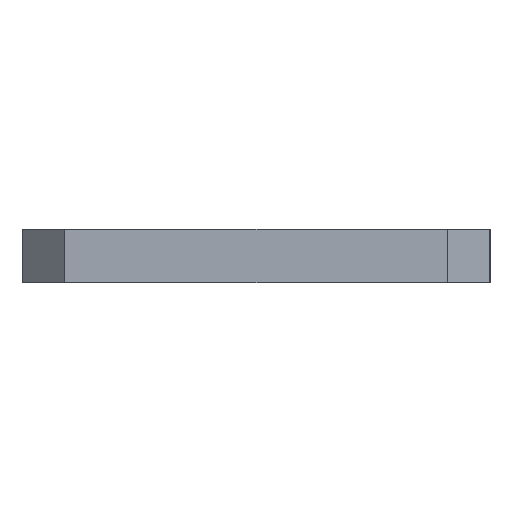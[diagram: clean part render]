
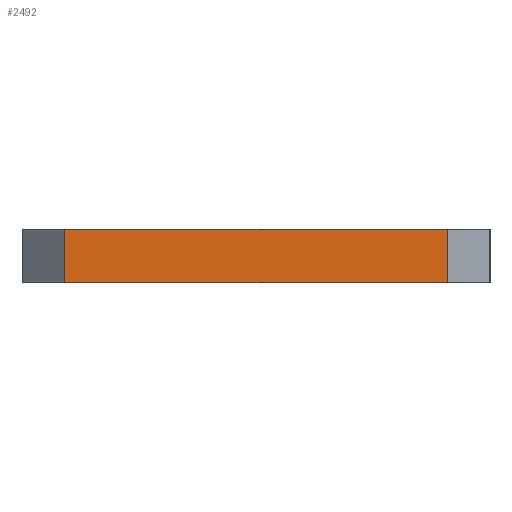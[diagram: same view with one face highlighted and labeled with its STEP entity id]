
A CAD part, left-side view. The second image highlights one B-rep face of the part: STEP entity #2492.
In plain terms, the highlighted planar face has unit normal (-1, 0, 0).
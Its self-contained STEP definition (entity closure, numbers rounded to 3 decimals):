
#83 = PLANE('',#84);
#84 = AXIS2_PLACEMENT_3D('',#85,#86,#87);
#85 = CARTESIAN_POINT('',(0.,0.,1.6));
#86 = DIRECTION('',(0.,0.,-1.));
#87 = DIRECTION('',(-1.,0.,0.));
#137 = PLANE('',#138);
#138 = AXIS2_PLACEMENT_3D('',#139,#140,#141);
#139 = CARTESIAN_POINT('',(0.,0.,
    0.));
#140 = DIRECTION('',(0.,0.,-1.));
#141 = DIRECTION('',(-1.,0.,0.));
#170 = PLANE('',#171);
#171 = AXIS2_PLACEMENT_3D('',#172,#173,#174);
#172 = CARTESIAN_POINT('',(-14.923,5.715,0.));
#173 = DIRECTION('',(-0.707,0.707,0.));
#174 = DIRECTION('',(0.707,0.707,0.));
#358 = VERTEX_POINT('',#359);
#359 = CARTESIAN_POINT('',(-14.923,-5.715,0.));
#373 = PLANE('',#374);
#374 = AXIS2_PLACEMENT_3D('',#375,#376,#377);
#375 = CARTESIAN_POINT('',(-13.653,-6.985,0.));
#376 = DIRECTION('',(-0.707,-0.707,0.));
#377 = DIRECTION('',(-0.707,0.707,0.));
#385 = EDGE_CURVE('',#358,#386,#388,.T.);
#386 = VERTEX_POINT('',#387);
#387 = CARTESIAN_POINT('',(-14.923,5.715,0.));
#388 = SURFACE_CURVE('',#389,(#393,#400),.PCURVE_S1.);
#389 = LINE('',#390,#391);
#390 = CARTESIAN_POINT('',(-14.923,-5.715,0.));
#391 = VECTOR('',#392,1.);
#392 = DIRECTION('',(0.,1.,0.));
#393 = PCURVE('',#137,#394);
#394 = DEFINITIONAL_REPRESENTATION('',(#395),#399);
#395 = LINE('',#396,#397);
#396 = CARTESIAN_POINT('',(14.923,-5.715));
#397 = VECTOR('',#398,1.);
#398 = DIRECTION('',(0.,1.));
#399 = ( GEOMETRIC_REPRESENTATION_CONTEXT(2) 
PARAMETRIC_REPRESENTATION_CONTEXT() REPRESENTATION_CONTEXT('2D SPACE',''
  ) );
#400 = PCURVE('',#401,#406);
#401 = PLANE('',#402);
#402 = AXIS2_PLACEMENT_3D('',#403,#404,#405);
#403 = CARTESIAN_POINT('',(-14.923,-5.715,0.));
#404 = DIRECTION('',(-1.,0.,0.));
#405 = DIRECTION('',(0.,1.,0.));
#406 = DEFINITIONAL_REPRESENTATION('',(#407),#411);
#407 = LINE('',#408,#409);
#408 = CARTESIAN_POINT('',(0.,0.));
#409 = VECTOR('',#410,1.);
#410 = DIRECTION('',(1.,0.));
#411 = ( GEOMETRIC_REPRESENTATION_CONTEXT(2) 
PARAMETRIC_REPRESENTATION_CONTEXT() REPRESENTATION_CONTEXT('2D SPACE',''
  ) );
#1502 = VERTEX_POINT('',#1503);
#1503 = CARTESIAN_POINT('',(-14.923,-5.715,1.6));
#1524 = EDGE_CURVE('',#1502,#1525,#1527,.T.);
#1525 = VERTEX_POINT('',#1526);
#1526 = CARTESIAN_POINT('',(-14.923,5.715,1.6));
#1527 = SURFACE_CURVE('',#1528,(#1532,#1539),.PCURVE_S1.);
#1528 = LINE('',#1529,#1530);
#1529 = CARTESIAN_POINT('',(-14.923,-5.715,1.6));
#1530 = VECTOR('',#1531,1.);
#1531 = DIRECTION('',(0.,1.,0.));
#1532 = PCURVE('',#83,#1533);
#1533 = DEFINITIONAL_REPRESENTATION('',(#1534),#1538);
#1534 = LINE('',#1535,#1536);
#1535 = CARTESIAN_POINT('',(14.923,-5.715));
#1536 = VECTOR('',#1537,1.);
#1537 = DIRECTION('',(0.,1.));
#1538 = ( GEOMETRIC_REPRESENTATION_CONTEXT(2) 
PARAMETRIC_REPRESENTATION_CONTEXT() REPRESENTATION_CONTEXT('2D SPACE',''
  ) );
#1539 = PCURVE('',#401,#1540);
#1540 = DEFINITIONAL_REPRESENTATION('',(#1541),#1545);
#1541 = LINE('',#1542,#1543);
#1542 = CARTESIAN_POINT('',(0.,-1.6));
#1543 = VECTOR('',#1544,1.);
#1544 = DIRECTION('',(1.,0.));
#1545 = ( GEOMETRIC_REPRESENTATION_CONTEXT(2) 
PARAMETRIC_REPRESENTATION_CONTEXT() REPRESENTATION_CONTEXT('2D SPACE',''
  ) );
#2442 = EDGE_CURVE('',#386,#1525,#2443,.T.);
#2443 = SURFACE_CURVE('',#2444,(#2448,#2455),.PCURVE_S1.);
#2444 = LINE('',#2445,#2446);
#2445 = CARTESIAN_POINT('',(-14.923,5.715,0.));
#2446 = VECTOR('',#2447,1.);
#2447 = DIRECTION('',(0.,0.,1.));
#2448 = PCURVE('',#170,#2449);
#2449 = DEFINITIONAL_REPRESENTATION('',(#2450),#2454);
#2450 = LINE('',#2451,#2452);
#2451 = CARTESIAN_POINT('',(0.,0.));
#2452 = VECTOR('',#2453,1.);
#2453 = DIRECTION('',(0.,-1.));
#2454 = ( GEOMETRIC_REPRESENTATION_CONTEXT(2) 
PARAMETRIC_REPRESENTATION_CONTEXT() REPRESENTATION_CONTEXT('2D SPACE',''
  ) );
#2455 = PCURVE('',#401,#2456);
#2456 = DEFINITIONAL_REPRESENTATION('',(#2457),#2461);
#2457 = LINE('',#2458,#2459);
#2458 = CARTESIAN_POINT('',(11.43,0.));
#2459 = VECTOR('',#2460,1.);
#2460 = DIRECTION('',(0.,-1.));
#2461 = ( GEOMETRIC_REPRESENTATION_CONTEXT(2) 
PARAMETRIC_REPRESENTATION_CONTEXT() REPRESENTATION_CONTEXT('2D SPACE',''
  ) );
#2492 = ADVANCED_FACE('',(#2493),#401,.T.);
#2493 = FACE_BOUND('',#2494,.T.);
#2494 = EDGE_LOOP('',(#2495,#2516,#2517,#2518));
#2495 = ORIENTED_EDGE('',*,*,#2496,.T.);
#2496 = EDGE_CURVE('',#358,#1502,#2497,.T.);
#2497 = SURFACE_CURVE('',#2498,(#2502,#2509),.PCURVE_S1.);
#2498 = LINE('',#2499,#2500);
#2499 = CARTESIAN_POINT('',(-14.923,-5.715,0.));
#2500 = VECTOR('',#2501,1.);
#2501 = DIRECTION('',(0.,0.,1.));
#2502 = PCURVE('',#401,#2503);
#2503 = DEFINITIONAL_REPRESENTATION('',(#2504),#2508);
#2504 = LINE('',#2505,#2506);
#2505 = CARTESIAN_POINT('',(0.,0.));
#2506 = VECTOR('',#2507,1.);
#2507 = DIRECTION('',(0.,-1.));
#2508 = ( GEOMETRIC_REPRESENTATION_CONTEXT(2) 
PARAMETRIC_REPRESENTATION_CONTEXT() REPRESENTATION_CONTEXT('2D SPACE',''
  ) );
#2509 = PCURVE('',#373,#2510);
#2510 = DEFINITIONAL_REPRESENTATION('',(#2511),#2515);
#2511 = LINE('',#2512,#2513);
#2512 = CARTESIAN_POINT('',(1.796,0.));
#2513 = VECTOR('',#2514,1.);
#2514 = DIRECTION('',(0.,-1.));
#2515 = ( GEOMETRIC_REPRESENTATION_CONTEXT(2) 
PARAMETRIC_REPRESENTATION_CONTEXT() REPRESENTATION_CONTEXT('2D SPACE',''
  ) );
#2516 = ORIENTED_EDGE('',*,*,#1524,.T.);
#2517 = ORIENTED_EDGE('',*,*,#2442,.F.);
#2518 = ORIENTED_EDGE('',*,*,#385,.F.);
